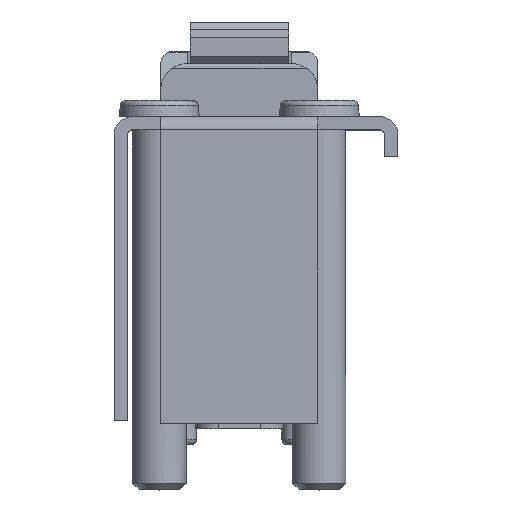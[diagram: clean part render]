
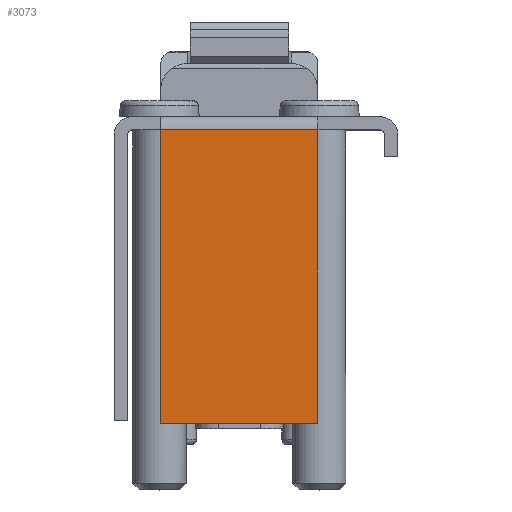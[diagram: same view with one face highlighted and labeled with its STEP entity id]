
A CAD part, top view. The second image highlights one B-rep face of the part: STEP entity #3073.
In plain terms, the highlighted planar face has unit normal (0, 0, 1).
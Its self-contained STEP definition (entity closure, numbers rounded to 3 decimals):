
#351=ORIENTED_EDGE('',*,*,#1237,.T.);
#352=ORIENTED_EDGE('',*,*,#1161,.T.);
#353=ORIENTED_EDGE('',*,*,#1238,.F.);
#354=ORIENTED_EDGE('',*,*,#1182,.F.);
#1161=EDGE_CURVE('',#1613,#1612,#1914,.T.);
#1182=EDGE_CURVE('',#1631,#1627,#1929,.T.);
#1237=EDGE_CURVE('',#1631,#1613,#1972,.T.);
#1238=EDGE_CURVE('',#1627,#1612,#1973,.T.);
#1612=VERTEX_POINT('',#4566);
#1613=VERTEX_POINT('',#4568);
#1627=VERTEX_POINT('',#4604);
#1631=VERTEX_POINT('',#4612);
#1914=LINE('',#4567,#2243);
#1929=LINE('',#4613,#2258);
#1972=LINE('',#4727,#2301);
#1973=LINE('',#4728,#2302);
#2243=VECTOR('',#3602,1000.);
#2258=VECTOR('',#3633,1000.);
#2301=VECTOR('',#3716,1000.);
#2302=VECTOR('',#3717,1000.);
#2553=EDGE_LOOP('',(#351,#352,#353,#354));
#2758=FACE_BOUND('',#2553,.T.);
#2956=PLANE('',#3282);
#3073=ADVANCED_FACE('',(#2758),#2956,.F.);
#3282=AXIS2_PLACEMENT_3D('',#4726,#3714,#3715);
#3602=DIRECTION('',(0.,-1.,0.));
#3633=DIRECTION('',(0.,-1.,0.));
#3714=DIRECTION('',(0.,0.,-1.));
#3715=DIRECTION('',(-1.,0.,0.));
#3716=DIRECTION('',(-1.,0.,0.));
#3717=DIRECTION('',(-1.,0.,0.));
#4566=CARTESIAN_POINT('',(-2.95,0.,0.));
#4567=CARTESIAN_POINT('',(-2.95,11.5,0.));
#4568=CARTESIAN_POINT('',(-2.95,11.,0.));
#4604=CARTESIAN_POINT('',(2.95,0.,0.));
#4612=CARTESIAN_POINT('',(2.95,11.,0.));
#4613=CARTESIAN_POINT('',(2.95,11.5,0.));
#4726=CARTESIAN_POINT('',(2.95,11.5,0.));
#4727=CARTESIAN_POINT('',(2.95,11.,0.));
#4728=CARTESIAN_POINT('',(2.95,0.,0.));
